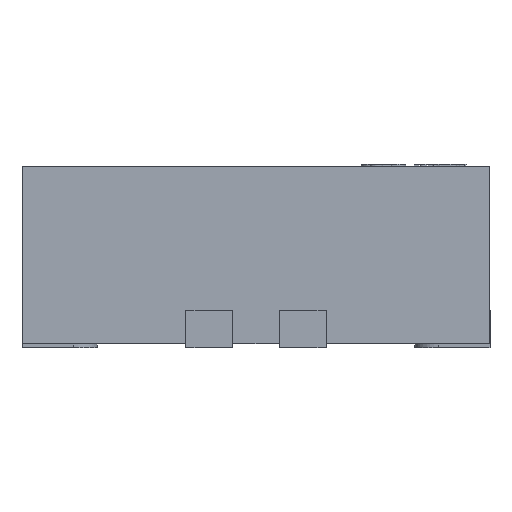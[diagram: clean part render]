
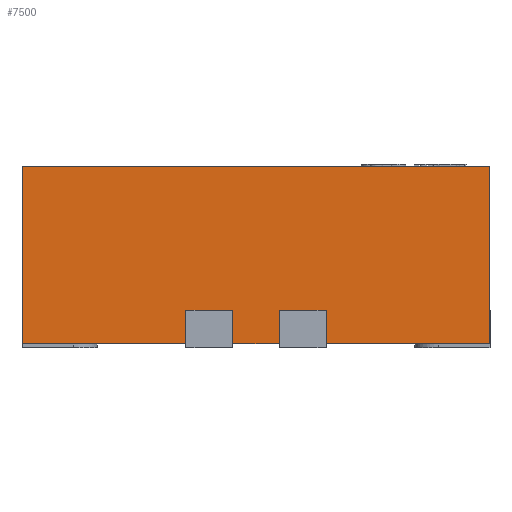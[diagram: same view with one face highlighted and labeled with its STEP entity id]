
A CAD part, front view. The second image highlights one B-rep face of the part: STEP entity #7500.
In plain terms, the highlighted planar face has unit normal (0, -1, 0).
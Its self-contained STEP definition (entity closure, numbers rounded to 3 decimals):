
#29 = CARTESIAN_POINT ( 'NONE',  ( 0.375, -1.25, 0.18 ) ) ;
#166 = EDGE_CURVE ( 'NONE', #11970, #2397, #2081, .T. ) ;
#279 = VECTOR ( 'NONE', #13259, 1000. ) ;
#315 = CARTESIAN_POINT ( 'NONE',  ( -0.125, -1.25, 0. ) ) ;
#667 = CARTESIAN_POINT ( 'NONE',  ( 0.375, -1.25, 0. ) ) ;
#747 = ORIENTED_EDGE ( 'NONE', *, *, #11961, .F. ) ;
#814 = DIRECTION ( 'NONE',  ( 0., 0., 1. ) ) ;
#853 = EDGE_CURVE ( 'NONE', #9406, #15172, #13092, .T. ) ;
#1171 = EDGE_CURVE ( 'NONE', #5374, #6500, #5298, .T. ) ;
#1501 = CARTESIAN_POINT ( 'NONE',  ( -1.25, -1.25, 0. ) ) ;
#1836 = ORIENTED_EDGE ( 'NONE', *, *, #11302, .T. ) ;
#1985 = EDGE_CURVE ( 'NONE', #15172, #2397, #15078, .T. ) ;
#2026 = ORIENTED_EDGE ( 'NONE', *, *, #13269, .F. ) ;
#2081 = LINE ( 'NONE', #4748, #15542 ) ;
#2168 = ORIENTED_EDGE ( 'NONE', *, *, #1985, .F. ) ;
#2340 = CARTESIAN_POINT ( 'NONE',  ( 0.125, -1.25, 0.18 ) ) ;
#2397 = VERTEX_POINT ( 'NONE', #5299 ) ;
#2516 = ORIENTED_EDGE ( 'NONE', *, *, #3193, .T. ) ;
#2725 = DIRECTION ( 'NONE',  ( 0., 0., -1. ) ) ;
#2755 = CARTESIAN_POINT ( 'NONE',  ( -0.375, -1.25, 0. ) ) ;
#2762 = ORIENTED_EDGE ( 'NONE', *, *, #1171, .F. ) ;
#2904 = ORIENTED_EDGE ( 'NONE', *, *, #5640, .T. ) ;
#3040 = VECTOR ( 'NONE', #9127, 1000. ) ;
#3074 = LINE ( 'NONE', #6024, #11245 ) ;
#3095 = VERTEX_POINT ( 'NONE', #1501 ) ;
#3193 = EDGE_CURVE ( 'NONE', #15684, #3095, #15572, .T. ) ;
#3819 = CARTESIAN_POINT ( 'NONE',  ( 1.25, -1.25, 0. ) ) ;
#4247 = LINE ( 'NONE', #12494, #6185 ) ;
#4329 = VERTEX_POINT ( 'NONE', #667 ) ;
#4748 = CARTESIAN_POINT ( 'NONE',  ( -1.25, -1.25, 0. ) ) ;
#4926 = DIRECTION ( 'NONE',  ( 1., 0., 0. ) ) ;
#5298 = LINE ( 'NONE', #16092, #5510 ) ;
#5299 = CARTESIAN_POINT ( 'NONE',  ( 0.125, -1.25, 0. ) ) ;
#5374 = VERTEX_POINT ( 'NONE', #6957 ) ;
#5386 = DIRECTION ( 'NONE',  ( 0., 0., -1. ) ) ;
#5510 = VECTOR ( 'NONE', #5386, 1000. ) ;
#5640 = EDGE_CURVE ( 'NONE', #3095, #10521, #9285, .T. ) ;
#6024 = CARTESIAN_POINT ( 'NONE',  ( 0.375, -1.25, 0.95 ) ) ;
#6044 = LINE ( 'NONE', #7441, #8982 ) ;
#6049 = VECTOR ( 'NONE', #7589, 1000. ) ;
#6185 = VECTOR ( 'NONE', #2725, 1000. ) ;
#6245 = CARTESIAN_POINT ( 'NONE',  ( -1.25, -1.25, 0.95 ) ) ;
#6500 = VERTEX_POINT ( 'NONE', #3819 ) ;
#6580 = ORIENTED_EDGE ( 'NONE', *, *, #13807, .F. ) ;
#6957 = CARTESIAN_POINT ( 'NONE',  ( 1.25, -1.25, 0.95 ) ) ;
#7441 = CARTESIAN_POINT ( 'NONE',  ( -0.125, -1.25, 0.95 ) ) ;
#7500 = ADVANCED_FACE ( 'NONE', ( #14926 ), #11140, .F. ) ;
#7589 = DIRECTION ( 'NONE',  ( 0., 0., -1. ) ) ;
#7887 = CARTESIAN_POINT ( 'NONE',  ( -1.25, -1.25, 0. ) ) ;
#8039 = VECTOR ( 'NONE', #17339, 1000. ) ;
#8208 = CARTESIAN_POINT ( 'NONE',  ( -1.25, -1.25, 0.95 ) ) ;
#8423 = CARTESIAN_POINT ( 'NONE',  ( 0.125, -1.25, 0.95 ) ) ;
#8462 = DIRECTION ( 'NONE',  ( 0., 1., 0. ) ) ;
#8477 = VECTOR ( 'NONE', #8875, 1000. ) ;
#8875 = DIRECTION ( 'NONE',  ( 1., 0., 0. ) ) ;
#8982 = VECTOR ( 'NONE', #15663, 1000. ) ;
#9065 = LINE ( 'NONE', #10300, #11790 ) ;
#9127 = DIRECTION ( 'NONE',  ( 1., 0., 0. ) ) ;
#9156 = DIRECTION ( 'NONE',  ( -1., 0., 0. ) ) ;
#9285 = LINE ( 'NONE', #14672, #279 ) ;
#9406 = VERTEX_POINT ( 'NONE', #29 ) ;
#10093 = CARTESIAN_POINT ( 'NONE',  ( -1.25, -1.25, 0.18 ) ) ;
#10289 = LINE ( 'NONE', #6245, #8477 ) ;
#10291 = EDGE_CURVE ( 'NONE', #15684, #5374, #10289, .T. ) ;
#10300 = CARTESIAN_POINT ( 'NONE',  ( -1.25, -1.25, 0.18 ) ) ;
#10521 = VERTEX_POINT ( 'NONE', #2755 ) ;
#11140 = PLANE ( 'NONE',  #14425 ) ;
#11245 = VECTOR ( 'NONE', #814, 1000. ) ;
#11302 = EDGE_CURVE ( 'NONE', #4329, #6500, #17435, .T. ) ;
#11780 = VERTEX_POINT ( 'NONE', #13407 ) ;
#11790 = VECTOR ( 'NONE', #9156, 1000. ) ;
#11961 = EDGE_CURVE ( 'NONE', #11780, #10521, #4247, .T. ) ;
#11970 = VERTEX_POINT ( 'NONE', #315 ) ;
#12314 = VERTEX_POINT ( 'NONE', #12620 ) ;
#12494 = CARTESIAN_POINT ( 'NONE',  ( -0.375, -1.25, 0.95 ) ) ;
#12620 = CARTESIAN_POINT ( 'NONE',  ( -0.125, -1.25, 0.18 ) ) ;
#12819 = ORIENTED_EDGE ( 'NONE', *, *, #853, .F. ) ;
#13092 = LINE ( 'NONE', #10093, #8039 ) ;
#13156 = EDGE_CURVE ( 'NONE', #12314, #11780, #9065, .T. ) ;
#13259 = DIRECTION ( 'NONE',  ( 1., 0., 0. ) ) ;
#13269 = EDGE_CURVE ( 'NONE', #4329, #9406, #3074, .T. ) ;
#13407 = CARTESIAN_POINT ( 'NONE',  ( -0.375, -1.25, 0.18 ) ) ;
#13807 = EDGE_CURVE ( 'NONE', #11970, #12314, #6044, .T. ) ;
#13819 = DIRECTION ( 'NONE',  ( 0., 0., -1. ) ) ;
#14053 = CARTESIAN_POINT ( 'NONE',  ( -1.25, -1.25, 0.95 ) ) ;
#14425 = AXIS2_PLACEMENT_3D ( 'NONE', #8208, #8462, #16605 ) ;
#14672 = CARTESIAN_POINT ( 'NONE',  ( -1.25, -1.25, 0. ) ) ;
#14926 = FACE_OUTER_BOUND ( 'NONE', #15141, .T. ) ;
#15078 = LINE ( 'NONE', #8423, #17208 ) ;
#15141 = EDGE_LOOP ( 'NONE', ( #747, #17144, #6580, #15318, #2168, #12819, #2026, #1836, #2762, #16246, #2516, #2904 ) ) ;
#15172 = VERTEX_POINT ( 'NONE', #2340 ) ;
#15318 = ORIENTED_EDGE ( 'NONE', *, *, #166, .T. ) ;
#15542 = VECTOR ( 'NONE', #4926, 1000. ) ;
#15572 = LINE ( 'NONE', #14053, #6049 ) ;
#15663 = DIRECTION ( 'NONE',  ( 0., 0., 1. ) ) ;
#15684 = VERTEX_POINT ( 'NONE', #16299 ) ;
#16092 = CARTESIAN_POINT ( 'NONE',  ( 1.25, -1.25, 0.95 ) ) ;
#16246 = ORIENTED_EDGE ( 'NONE', *, *, #10291, .F. ) ;
#16299 = CARTESIAN_POINT ( 'NONE',  ( -1.25, -1.25, 0.95 ) ) ;
#16605 = DIRECTION ( 'NONE',  ( 0., 0., 1. ) ) ;
#17144 = ORIENTED_EDGE ( 'NONE', *, *, #13156, .F. ) ;
#17208 = VECTOR ( 'NONE', #13819, 1000. ) ;
#17339 = DIRECTION ( 'NONE',  ( -1., 0., 0. ) ) ;
#17435 = LINE ( 'NONE', #7887, #3040 ) ;
